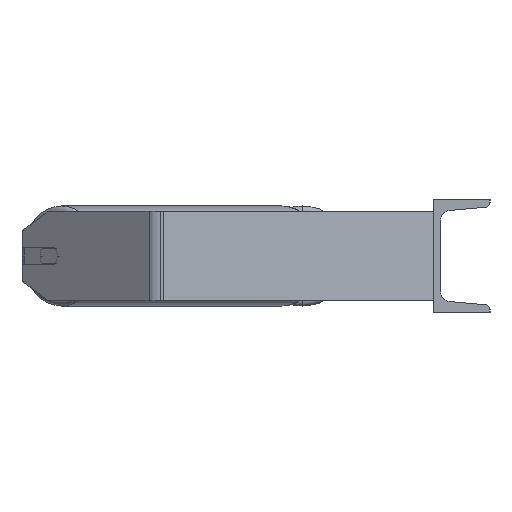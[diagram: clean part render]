
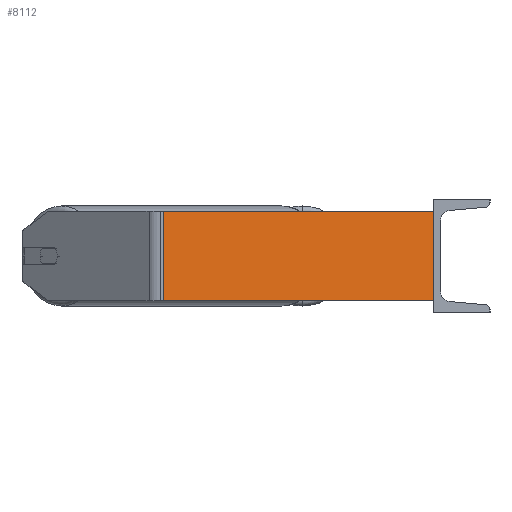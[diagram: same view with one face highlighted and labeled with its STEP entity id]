
A CAD part, left-side view. The second image highlights one B-rep face of the part: STEP entity #8112.
In plain terms, the highlighted planar face has unit normal (-0.985, -0.174, 0).
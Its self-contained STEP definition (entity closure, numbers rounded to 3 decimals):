
#56 = AXIS2_PLACEMENT_3D ( 'NONE', #5119, #7040, #2996 ) ;
#589 = CARTESIAN_POINT ( 'NONE',  ( -527.371, 240.298, -40. ) ) ;
#629 = CARTESIAN_POINT ( 'NONE',  ( -528.667, 247.645, 40. ) ) ;
#637 = EDGE_CURVE ( 'NONE', #5109, #1414, #7787, .T. ) ;
#791 = EDGE_CURVE ( 'NONE', #1275, #1414, #5625, .T. ) ;
#921 = EDGE_CURVE ( 'NONE', #7197, #1275, #9023, .T. ) ;
#1275 = VERTEX_POINT ( 'NONE', #589 ) ;
#1286 = VECTOR ( 'NONE', #3530, 1000. ) ;
#1407 = CARTESIAN_POINT ( 'NONE',  ( -528.667, 247.645, -40. ) ) ;
#1414 = VERTEX_POINT ( 'NONE', #6758 ) ;
#1474 = VECTOR ( 'NONE', #4291, 1000. ) ;
#2282 = FACE_OUTER_BOUND ( 'NONE', #7227, .T. ) ;
#2618 = ORIENTED_EDGE ( 'NONE', *, *, #7680, .F. ) ;
#2971 = DIRECTION ( 'NONE',  ( 0.174, -0.985, 0. ) ) ;
#2996 = DIRECTION ( 'NONE',  ( -0.174, 0.985, 0. ) ) ;
#3021 = VECTOR ( 'NONE', #2971, 1000. ) ;
#3530 = DIRECTION ( 'NONE',  ( 0.174, -0.985, 0. ) ) ;
#3546 = PLANE ( 'NONE',  #56 ) ;
#3730 = LINE ( 'NONE', #629, #3021 ) ;
#3895 = ORIENTED_EDGE ( 'NONE', *, *, #637, .F. ) ;
#4291 = DIRECTION ( 'NONE',  ( 0., 0., -1. ) ) ;
#5109 = VERTEX_POINT ( 'NONE', #6957 ) ;
#5119 = CARTESIAN_POINT ( 'NONE',  ( -528.667, 247.645, 40. ) ) ;
#5336 = DIRECTION ( 'NONE',  ( 0., 0., -1. ) ) ;
#5496 = CARTESIAN_POINT ( 'NONE',  ( -527.371, 240.298, 40. ) ) ;
#5625 = LINE ( 'NONE', #1407, #1286 ) ;
#6345 = CARTESIAN_POINT ( 'NONE',  ( -527.371, 240.298, 40. ) ) ;
#6758 = CARTESIAN_POINT ( 'NONE',  ( -485., 0., -40. ) ) ;
#6957 = CARTESIAN_POINT ( 'NONE',  ( -485., 0., 40. ) ) ;
#7040 = DIRECTION ( 'NONE',  ( 0.985, 0.174, 0. ) ) ;
#7197 = VERTEX_POINT ( 'NONE', #6345 ) ;
#7227 = EDGE_LOOP ( 'NONE', ( #8769, #3895, #2618, #8041 ) ) ;
#7648 = VECTOR ( 'NONE', #5336, 1000. ) ;
#7680 = EDGE_CURVE ( 'NONE', #7197, #5109, #3730, .T. ) ;
#7787 = LINE ( 'NONE', #8570, #1474 ) ;
#8041 = ORIENTED_EDGE ( 'NONE', *, *, #921, .T. ) ;
#8112 = ADVANCED_FACE ( 'NONE', ( #2282 ), #3546, .F. ) ;
#8570 = CARTESIAN_POINT ( 'NONE',  ( -485., 0., 40. ) ) ;
#8769 = ORIENTED_EDGE ( 'NONE', *, *, #791, .T. ) ;
#9023 = LINE ( 'NONE', #5496, #7648 ) ;
